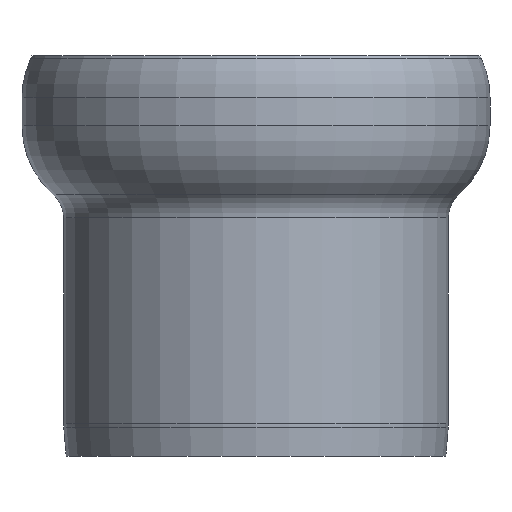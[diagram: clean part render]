
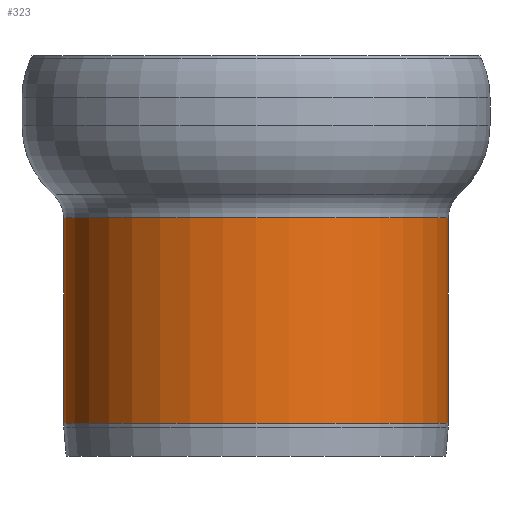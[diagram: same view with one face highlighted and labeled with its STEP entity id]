
A CAD part, front view. The second image highlights one B-rep face of the part: STEP entity #323.
In plain terms, the highlighted cylindrical face has radius 625 mm (diameter 1250 mm), a full revolution.
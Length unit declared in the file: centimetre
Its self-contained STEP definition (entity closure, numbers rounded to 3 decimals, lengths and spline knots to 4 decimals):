
#23=CYLINDRICAL_SURFACE('',#381,62.5);
#33=LINE('',#608,#43);
#43=VECTOR('',#507,62.5);
#67=FACE_OUTER_BOUND('',#85,.T.);
#85=EDGE_LOOP('',(#292,#293,#294,#295,#296,#297));
#88=CIRCLE('',#329,62.5);
#89=CIRCLE('',#330,62.5);
#122=CIRCLE('',#379,62.5);
#123=CIRCLE('',#380,62.5);
#126=VERTEX_POINT('',#517);
#127=VERTEX_POINT('',#519);
#152=VERTEX_POINT('',#602);
#153=VERTEX_POINT('',#604);
#156=EDGE_CURVE('',#126,#127,#88,.T.);
#157=EDGE_CURVE('',#127,#126,#89,.T.);
#199=EDGE_CURVE('',#153,#152,#122,.T.);
#200=EDGE_CURVE('',#152,#153,#123,.T.);
#201=EDGE_CURVE('',#127,#153,#33,.T.);
#292=ORIENTED_EDGE('',*,*,#156,.F.);
#293=ORIENTED_EDGE('',*,*,#157,.F.);
#294=ORIENTED_EDGE('',*,*,#201,.T.);
#295=ORIENTED_EDGE('',*,*,#199,.T.);
#296=ORIENTED_EDGE('',*,*,#200,.T.);
#297=ORIENTED_EDGE('',*,*,#201,.F.);
#323=ADVANCED_FACE('',(#67),#23,.T.);
#329=AXIS2_PLACEMENT_3D('',#520,#392,#393);
#330=AXIS2_PLACEMENT_3D('',#521,#394,#395);
#379=AXIS2_PLACEMENT_3D('',#605,#501,#502);
#380=AXIS2_PLACEMENT_3D('',#606,#503,#504);
#381=AXIS2_PLACEMENT_3D('',#607,#505,#506);
#392=DIRECTION('center_axis',(0.,0.,
-1.));
#393=DIRECTION('ref_axis',(1.,0.,0.));
#394=DIRECTION('center_axis',(0.,0.,
-1.));
#395=DIRECTION('ref_axis',(1.,0.,0.));
#501=DIRECTION('center_axis',(0.,0.,
-1.));
#502=DIRECTION('ref_axis',(1.,0.,0.));
#503=DIRECTION('center_axis',(0.,0.,
-1.));
#504=DIRECTION('ref_axis',(1.,0.,0.));
#505=DIRECTION('center_axis',(0.,0.,
-1.));
#506=DIRECTION('ref_axis',(-1.,0.,0.));
#507=DIRECTION('',(0.,0.,1.));
#517=CARTESIAN_POINT('',(79.7478,113.0631,-54.3669));
#519=CARTESIAN_POINT('',(142.2478,175.5631,-54.3669));
#520=CARTESIAN_POINT('Origin',(79.7478,175.5631,-54.3669));
#521=CARTESIAN_POINT('Origin',(79.7478,175.5631,-54.3669));
#602=CARTESIAN_POINT('',(79.7478,113.0631,12.4171));
#604=CARTESIAN_POINT('',(142.2478,175.5631,12.4171));
#605=CARTESIAN_POINT('Origin',(79.7478,175.5631,12.4171));
#606=CARTESIAN_POINT('Origin',(79.7478,175.5631,12.4171));
#607=CARTESIAN_POINT('Origin',(79.7478,175.5631,-20.9749));
#608=CARTESIAN_POINT('',(142.2478,175.5631,-20.9749));
